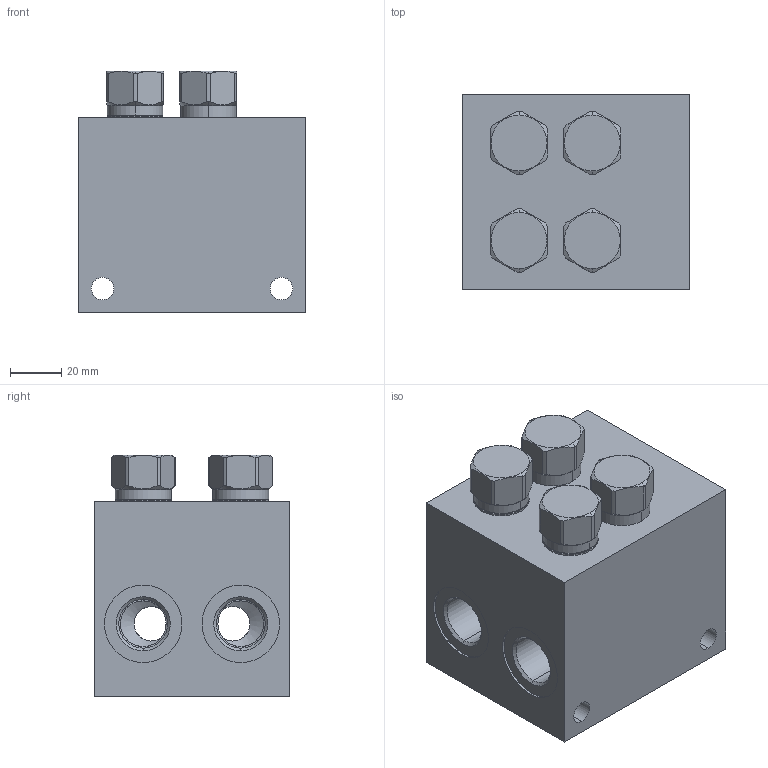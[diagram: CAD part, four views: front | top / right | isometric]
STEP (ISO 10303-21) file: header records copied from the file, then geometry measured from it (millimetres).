
FILE_DESCRIPTION((''),'2;1');
FILE_NAME('EPV_ASM','2019-07-15T',('ProEService'),(''),'PRO/ENGINEER BY PARAMETRIC TECHNOLOGY CORPORATION, 2014200','PRO/ENGINEER BY PARAMETRIC TECHNOLOGY CORPORATION, 2014200','');
FILE_SCHEMA(('CONFIG_CONTROL_DESIGN'));
Length unit declared in the file: inch
Products named in the file (4): 150-835-006; CXCDXAN; CXDAXAN; EPV_ASM
Assembly tree (5 placements, depth 2):
  EPV_ASM
    150-835-006
    CXCDXAN  x2
    CXDAXAN  x2
Bounding box: 88.9 x 76.2 x 94.46 mm (x, y, z)
Volume: 447232.4 mm3; surface area: 90024.9 mm2
Topology: 9 solids, 11 shells, 1253 faces, 3547 edges, 2514 vertices
Faces by surface type: cylinder 578, cone 258, plane 237, torus 120, bspline 36, revolution 24
Entity records: 30339 total; most frequent: CARTESIAN_POINT 10949, DIRECTION 4016, ORIENTED_EDGE 3676, EDGE_CURVE 1838, AXIS2_PLACEMENT_3D 1529, VERTEX_POINT 1148, VECTOR 946, LINE 946
